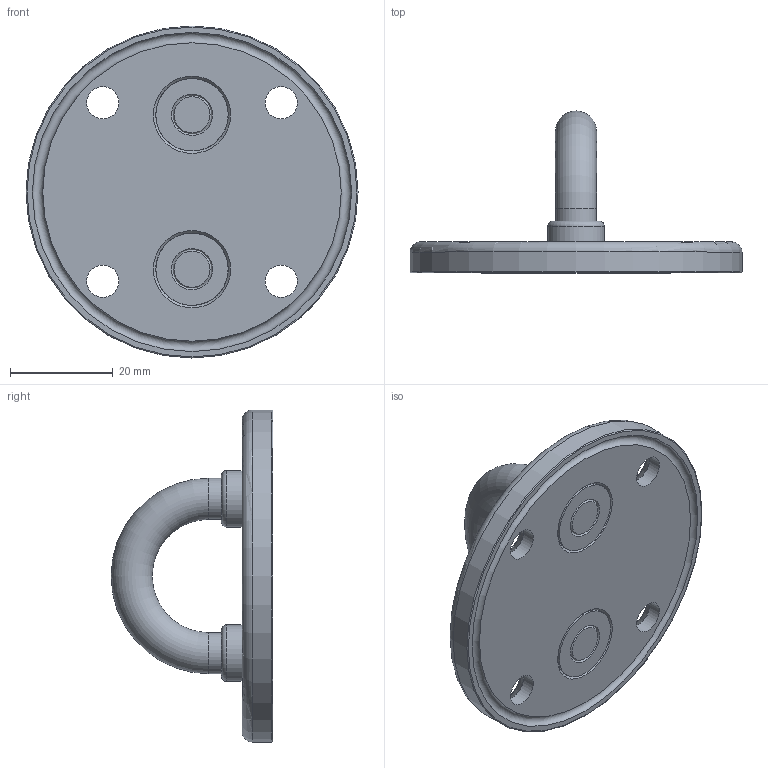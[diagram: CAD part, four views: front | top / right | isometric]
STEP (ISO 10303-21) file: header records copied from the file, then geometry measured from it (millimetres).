
FILE_DESCRIPTION(/* description */ (''),/* implementation_level */ '2;1');
FILE_NAME(/* name */ '7208.stp',/* time_stamp */ '2022-10-10T11:44:37+02:00',/* author */ ('francesca'),/* organization */ (''),/* preprocessor_version */ 'ST-DEVELOPER v19.2',/* originating_system */ 'Autodesk Inventor 2023',/* authorisation */ '');
FILE_SCHEMA (('AUTOMOTIVE_DESIGN { 1 0 10303 214 3 1 1 }'));
Length unit declared in the file: millimetre
Products named in the file (1): 7208(STP)
Bounding box: 64.5 x 31.44 x 64.5 mm (x, y, z)
Volume: 21339.7 mm3; surface area: 11458.9 mm2
Topology: 4 solids, 4 shells, 518 faces, 1960 edges, 1441 vertices
Faces by surface type: cone 464, cylinder 23, torus 14, plane 13, bspline 4
Full cylindrical faces by diameter (mm): 6.25 x4, 7 x2, 8 x4, 11 x4, 14 x2, 14.05 x2, 64.5 x1
Entity records: 32827 total; most frequent: CARTESIAN_POINT 19476, ORIENTED_EDGE 3020, DIRECTION 1725, EDGE_CURVE 1510, VERTEX_POINT 1441, EDGE_LOOP 975, B_SPLINE_CURVE_WITH_KNOTS 916, AXIS2_PLACEMENT_3D 616
